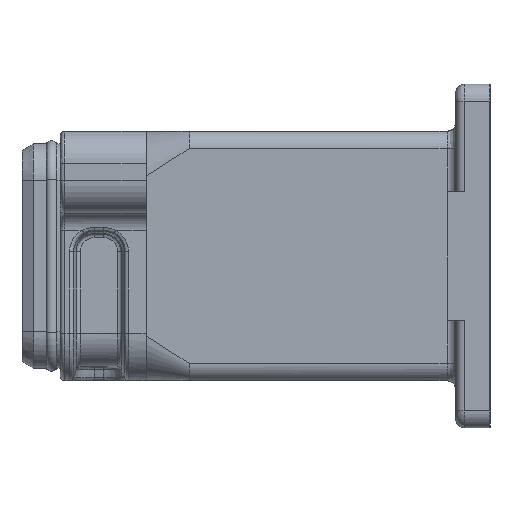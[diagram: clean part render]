
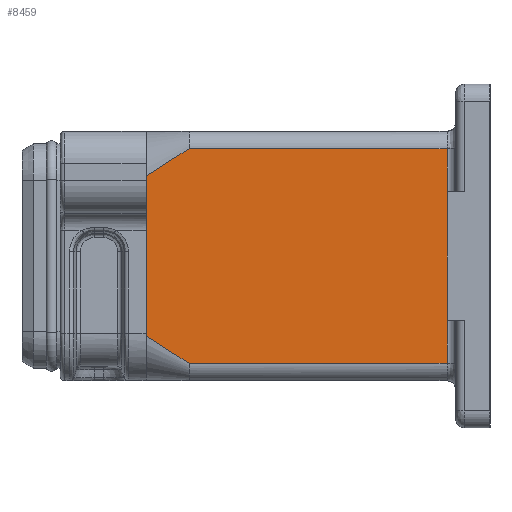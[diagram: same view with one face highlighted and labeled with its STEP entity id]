
A CAD part, left-side view. The second image highlights one B-rep face of the part: STEP entity #8459.
In plain terms, the highlighted planar face has unit normal (-1, 0, 0).
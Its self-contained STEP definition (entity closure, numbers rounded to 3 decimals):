
#7474=FACE_OUTER_BOUND('',#13116,.T.);
#8459=ADVANCED_FACE('10-0-295',(#7474),#8913,.T.);
#8913=PLANE('',#24046);
#8960=LINE('',#28433,#10324);
#10208=LINE('',#37055,#11702);
#10209=LINE('',#37057,#11703);
#10210=LINE('',#37059,#11704);
#10211=LINE('',#37077,#11705);
#10212=LINE('',#37091,#11706);
#10258=LINE('',#37374,#11752);
#10262=LINE('',#37476,#11756);
#10263=LINE('',#37484,#11757);
#10324=VECTOR('',#24199,1.);
#11702=VECTOR('',#27933,1.);
#11703=VECTOR('',#27936,1.);
#11704=VECTOR('',#27939,1.);
#11705=VECTOR('',#27942,1.);
#11706=VECTOR('',#27945,1.);
#11752=VECTOR('',#28113,1.);
#11756=VECTOR('',#28121,1.);
#11757=VECTOR('',#28124,1.);
#13116=EDGE_LOOP('',(#17934,#17935,#17936,#17937,#17938,#17939,#17940,#17941,
#17942));
#17934=ORIENTED_EDGE('',*,*,#22208,.F.);
#17935=ORIENTED_EDGE('',*,*,#19841,.F.);
#17936=ORIENTED_EDGE('',*,*,#22205,.F.);
#17937=ORIENTED_EDGE('',*,*,#22195,.F.);
#17938=ORIENTED_EDGE('',*,*,#22111,.T.);
#17939=ORIENTED_EDGE('',*,*,#22108,.F.);
#17940=ORIENTED_EDGE('',*,*,#22107,.F.);
#17941=ORIENTED_EDGE('',*,*,#22106,.F.);
#17942=ORIENTED_EDGE('',*,*,#22113,.F.);
#18225=VERTEX_POINT('',#28432);
#18226=VERTEX_POINT('',#28434);
#19645=VERTEX_POINT('',#36496);
#19649=VERTEX_POINT('',#36510);
#19652=VERTEX_POINT('',#36520);
#19655=VERTEX_POINT('',#36543);
#19710=VERTEX_POINT('',#37072);
#19711=VERTEX_POINT('',#37089);
#19753=VERTEX_POINT('',#37375);
#19841=EDGE_CURVE('',#18225,#18226,#8960,.T.);
#22106=EDGE_CURVE('',#19655,#19645,#10208,.T.);
#22107=EDGE_CURVE('',#19645,#19649,#10209,.T.);
#22108=EDGE_CURVE('',#19649,#19652,#10210,.T.);
#22111=EDGE_CURVE('',#19710,#19652,#10211,.T.);
#22113=EDGE_CURVE('',#19711,#19655,#10212,.T.);
#22195=EDGE_CURVE('',#19710,#19753,#10258,.T.);
#22205=EDGE_CURVE('',#19753,#18225,#10262,.T.);
#22208=EDGE_CURVE('',#18226,#19711,#10263,.T.);
#24046=AXIS2_PLACEMENT_3D('',#37505,#28125,#28126);
#24199=DIRECTION('',(0.,0.,1.));
#27933=DIRECTION('',(0.,0.,-1.));
#27936=DIRECTION('',(0.,0.,-1.));
#27939=DIRECTION('',(0.,0.,-1.));
#27942=DIRECTION('',(0.,-1.,0.));
#27945=DIRECTION('',(0.,-1.,0.));
#28113=DIRECTION('',(0.,0.844,0.537));
#28121=DIRECTION('',(0.,0.,1.));
#28124=DIRECTION('',(0.,-0.844,0.537));
#28125=DIRECTION('',(-1.,0.,0.));
#28126=DIRECTION('',(0.,0.,1.));
#28432=CARTESIAN_POINT('',(-54.6,0.,6.889));
#28433=CARTESIAN_POINT('',(-54.6,0.,-18.636));
#28434=CARTESIAN_POINT('',(-54.6,0.,18.636));
#36496=CARTESIAN_POINT('',(-54.6,-70.,15.));
#36510=CARTESIAN_POINT('',(-54.6,-70.,-15.));
#36520=CARTESIAN_POINT('',(-54.6,-70.,-25.));
#36543=CARTESIAN_POINT('',(-54.6,-70.,25.));
#37055=CARTESIAN_POINT('',(-54.6,-70.,25.));
#37057=CARTESIAN_POINT('',(-54.6,-70.,15.));
#37059=CARTESIAN_POINT('',(-54.6,-70.,-15.));
#37072=CARTESIAN_POINT('',(-54.6,-10.,-25.));
#37077=CARTESIAN_POINT('',(-54.6,-10.,-25.));
#37089=CARTESIAN_POINT('',(-54.6,-10.,25.));
#37091=CARTESIAN_POINT('',(-54.6,-10.,25.));
#37374=CARTESIAN_POINT('',(-54.6,-10.,-25.));
#37375=CARTESIAN_POINT('',(-54.6,0.,-18.636));
#37476=CARTESIAN_POINT('',(-54.6,0.,-18.636));
#37484=CARTESIAN_POINT('',(-54.6,0.,18.636));
#37505=CARTESIAN_POINT('',(-54.6,0.,25.));
